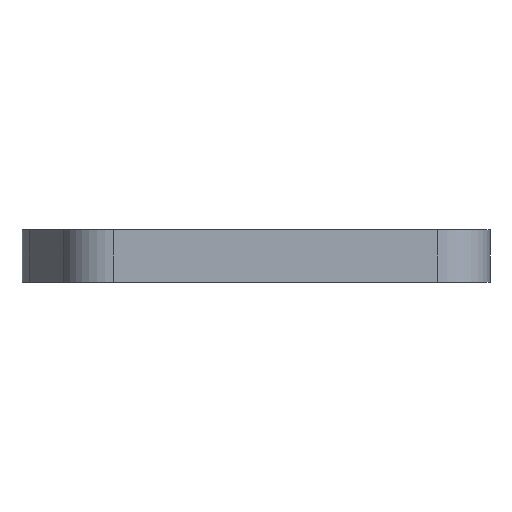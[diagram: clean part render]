
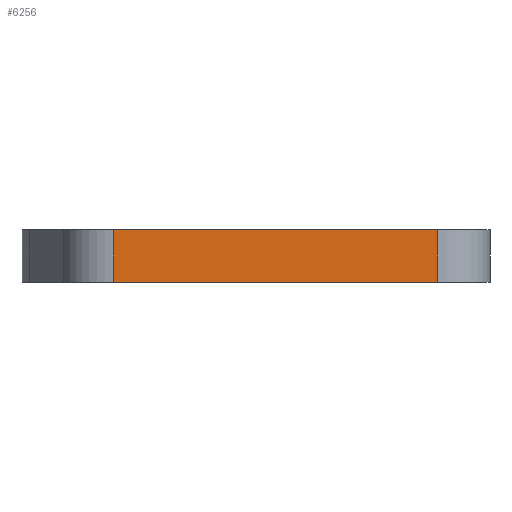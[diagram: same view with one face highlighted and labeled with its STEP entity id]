
A CAD part, front view. The second image highlights one B-rep face of the part: STEP entity #6256.
In plain terms, the highlighted planar face has unit normal (0, -1, 0).
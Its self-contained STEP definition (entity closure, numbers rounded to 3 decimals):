
#1192=ORIENTED_EDGE('',*,*,#2901,.F.);
#1193=ORIENTED_EDGE('',*,*,#2902,.F.);
#1194=ORIENTED_EDGE('',*,*,#2903,.T.);
#1195=ORIENTED_EDGE('',*,*,#2904,.T.);
#2901=EDGE_CURVE('',#3704,#3705,#4220,.T.);
#2902=EDGE_CURVE('',#3706,#3704,#4221,.T.);
#2903=EDGE_CURVE('',#3706,#3707,#4222,.T.);
#2904=EDGE_CURVE('',#3707,#3705,#4223,.T.);
#3704=VERTEX_POINT('',#10255);
#3705=VERTEX_POINT('',#10256);
#3706=VERTEX_POINT('',#10258);
#3707=VERTEX_POINT('',#10260);
#4220=LINE('',#10254,#4850);
#4221=LINE('',#10257,#4851);
#4222=LINE('',#10259,#4852);
#4223=LINE('',#10261,#4853);
#4850=VECTOR('',#8220,1000.);
#4851=VECTOR('',#8221,1000.);
#4852=VECTOR('',#8222,1000.);
#4853=VECTOR('',#8223,1000.);
#5218=EDGE_LOOP('',(#1192,#1193,#1194,#1195));
#5642=FACE_BOUND('',#5218,.T.);
#5973=PLANE('',#6825);
#6256=ADVANCED_FACE('',(#5642),#5973,.T.);
#6825=AXIS2_PLACEMENT_3D('',#10253,#8218,#8219);
#8218=DIRECTION('',(0.,-1.,0.));
#8219=DIRECTION('',(1.,0.,0.));
#8220=DIRECTION('',(-1.,0.,0.));
#8221=DIRECTION('',(0.,0.,-1.));
#8222=DIRECTION('',(-1.,0.,0.));
#8223=DIRECTION('',(0.,0.,-1.));
#10253=CARTESIAN_POINT('',(77.868,-7.737,10.));
#10254=CARTESIAN_POINT('',(77.868,-7.737,-10.));
#10255=CARTESIAN_POINT('',(77.868,-7.737,-10.));
#10256=CARTESIAN_POINT('',(-46.929,-7.737,-10.));
#10257=CARTESIAN_POINT('',(77.868,-7.737,10.));
#10258=CARTESIAN_POINT('',(77.868,-7.737,10.));
#10259=CARTESIAN_POINT('',(77.868,-7.737,10.));
#10260=CARTESIAN_POINT('',(-46.929,-7.737,10.));
#10261=CARTESIAN_POINT('',(-46.929,-7.737,10.));
